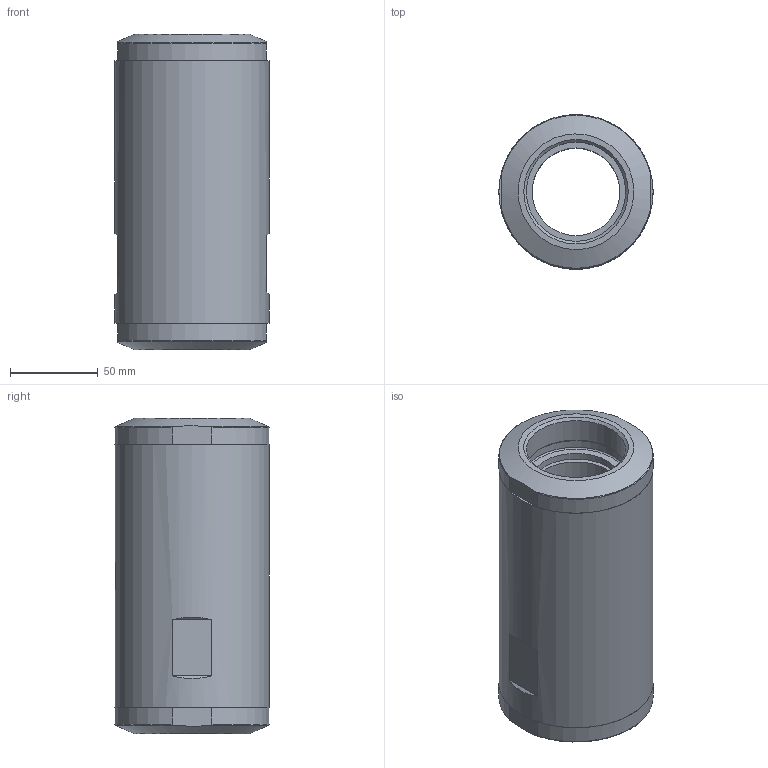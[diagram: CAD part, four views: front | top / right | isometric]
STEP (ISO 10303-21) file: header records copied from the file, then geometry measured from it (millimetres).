
FILE_DESCRIPTION(/* description */ ('STEP AP214'),/* implementation_level */ '2;1');
FILE_NAME(/* name */ '8172745_VZQA-C-M22U-50-GG-V2V4E-2',/* time_stamp */ '2024-09-18T04:14:08+02:00',/* author */ ('License CC BY-ND 4.0'),/* organization */ ('CADENAS'),/* preprocessor_version */ 'ST-DEVELOPER v19.3',/* originating_system */ 'PARTsolutions',/* authorisation */ ' ');
FILE_SCHEMA (('AUTOMOTIVE_DESIGN {1 0 10303 214 3 1 1}'));
Length unit declared in the file: millimetre
Products named in the file (3): 8172745 VZQA-C-M22U-50-GG-V2V4E-2; 8174830 VZQA-C-M22U-50-AL; 8160456 VZQA-C-M22U-50-G-V4
Assembly tree (3 placements, depth 2):
  8172745 VZQA-C-M22U-50-GG-V2V4E-2
    8174830 VZQA-C-M22U-50-AL
    8160456 VZQA-C-M22U-50-G-V4  x2
Bounding box: 88 x 88 x 180 mm (x, y, z)
Volume: 685164.5 mm3; surface area: 113991.2 mm2
Topology: 3 solids, 3 shells, 70 faces, 140 edges, 87 vertices
Faces by surface type: plane 28, cylinder 19, torus 12, cone 11
Full cylindrical faces by diameter (mm): 8.566 x1, 50 x3, 56.656 x2, 60 x2, 78.2 x2, 79.835 x2, 82 x2, 88 x1
Entity records: 1161 total; most frequent: DIRECTION 202, CARTESIAN_POINT 200, ORIENTED_EDGE 132, AXIS2_PLACEMENT_3D 92, EDGE_LOOP 80, FACE_BOUND 80, EDGE_CURVE 66, VERTEX_POINT 54
